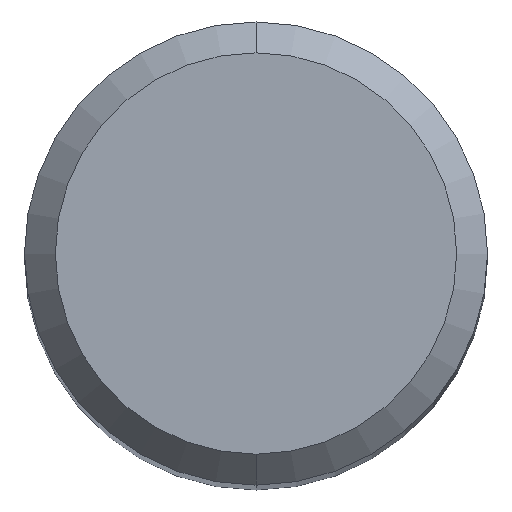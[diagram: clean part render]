
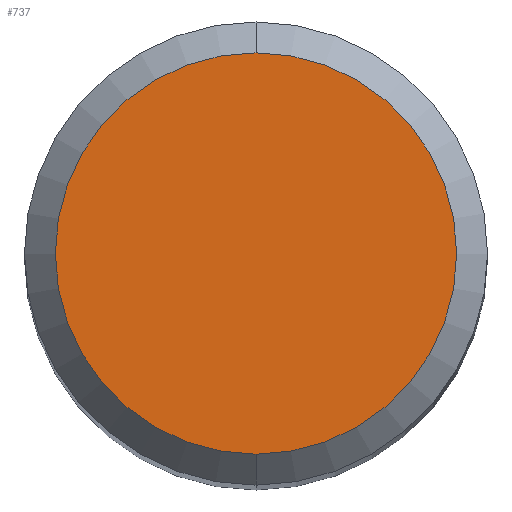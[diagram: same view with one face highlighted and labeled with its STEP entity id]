
A CAD part, top view. The second image highlights one B-rep face of the part: STEP entity #737.
In plain terms, the highlighted planar face has unit normal (0, 0, 1).
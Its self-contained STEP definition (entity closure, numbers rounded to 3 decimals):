
#577=VERTEX_POINT('',#1285);
#737=ADVANCED_FACE('',(#1455),#1456,.T.);
#789=EDGE_CURVE('',#957,#577,#1514,.T.);
#845=EDGE_CURVE('',#577,#957,#1574,.T.);
#957=VERTEX_POINT('',#1699);
#1285=CARTESIAN_POINT('',(0.0,2.6,0.0));
#1455=FACE_OUTER_BOUND('',#3540,.T.);
#1456=PLANE('',#3541);
#1514=CIRCLE('',#3685,2.6);
#1574=CIRCLE('',#4095,2.6);
#1699=CARTESIAN_POINT('',(0.,-2.6,0.0));
#3540=EDGE_LOOP('',(#5383,#5384));
#3541=AXIS2_PLACEMENT_3D('',#5385,#5386,#5387);
#3685=AXIS2_PLACEMENT_3D('',#5443,#5444,#5445);
#4095=AXIS2_PLACEMENT_3D('',#5509,#5510,#5511);
#5383=ORIENTED_EDGE('',*,*,#845,.F.);
#5384=ORIENTED_EDGE('',*,*,#789,.F.);
#5385=CARTESIAN_POINT('',(0.0,1.3,0.0));
#5386=DIRECTION('',(-0.0,0.0,1.0));
#5387=DIRECTION('',(0.0,-1.0,0.0));
#5443=CARTESIAN_POINT('',(0.0,0.0,0.0));
#5444=DIRECTION('',(0.0,0.0,-1.0));
#5445=DIRECTION('',(0.0,1.0,0.0));
#5509=CARTESIAN_POINT('',(0.0,0.0,0.0));
#5510=DIRECTION('',(0.0,0.0,-1.0));
#5511=DIRECTION('',(0.0,1.0,0.0));
